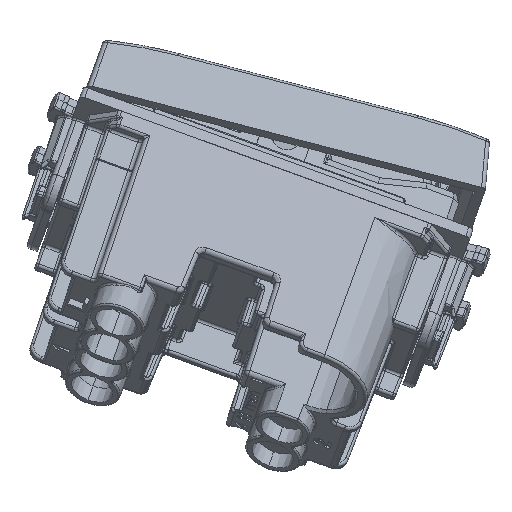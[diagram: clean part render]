
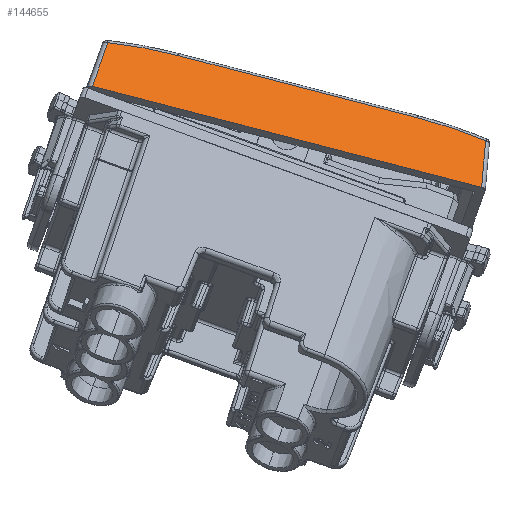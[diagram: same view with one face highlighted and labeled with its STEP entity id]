
A CAD part, left-side view. The second image highlights one B-rep face of the part: STEP entity #144655.
In plain terms, the highlighted face is planar.
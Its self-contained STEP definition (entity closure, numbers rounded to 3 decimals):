
#143672=CARTESIAN_POINT('Vertex',(-11.008,13.441,15.009)) ;
#143675=CARTESIAN_POINT('Line Origine',(-11.008,0.,15.009)) ;
#143679=CARTESIAN_POINT('Vertex',(-11.008,-13.441,15.009)) ;
#143987=CARTESIAN_POINT('Vertex',(-11.02,-21.164,14.333)) ;
#144041=CARTESIAN_POINT('Control Point',(-11.008,-13.441,15.009)) ;
#144042=CARTESIAN_POINT('Control Point',(-11.008,-14.993,15.009)) ;
#144043=CARTESIAN_POINT('Control Point',(-11.009,-16.546,14.941)) ;
#144044=CARTESIAN_POINT('Control Point',(-11.011,-18.094,14.806)) ;
#144045=CARTESIAN_POINT('Control Point',(-11.015,-19.635,14.603)) ;
#144046=CARTESIAN_POINT('Control Point',(-11.02,-21.164,14.333)) ;
#144108=CARTESIAN_POINT('Vertex',(-11.02,21.164,14.333)) ;
#144112=CARTESIAN_POINT('Control Point',(-11.02,21.164,14.333)) ;
#144113=CARTESIAN_POINT('Control Point',(-11.016,19.815,14.571)) ;
#144114=CARTESIAN_POINT('Control Point',(-11.012,18.458,14.757)) ;
#144115=CARTESIAN_POINT('Control Point',(-11.01,17.094,14.89)) ;
#144116=CARTESIAN_POINT('Control Point',(-11.008,15.543,14.982)) ;
#144117=CARTESIAN_POINT('Control Point',(-11.008,13.99,15.006)) ;
#144118=CARTESIAN_POINT('Control Point',(-11.008,13.807,15.008)) ;
#144119=CARTESIAN_POINT('Control Point',(-11.008,13.624,15.009)) ;
#144120=CARTESIAN_POINT('Control Point',(-11.008,13.441,15.009)) ;
#144616=CARTESIAN_POINT('Vertex',(-11.125,21.798,8.3)) ;
#144619=CARTESIAN_POINT('Line Origine',(-11.061,21.41,11.994)) ;
#144631=CARTESIAN_POINT('Axis2P3D Location',(-11.125,22.3,8.3)) ;
#144636=CARTESIAN_POINT('Line Origine',(-11.125,0.,8.3)) ;
#144640=CARTESIAN_POINT('Vertex',(-11.125,-21.798,8.3)) ;
#144644=CARTESIAN_POINT('Control Point',(-11.125,-21.798,8.3)) ;
#144645=CARTESIAN_POINT('Control Point',(-11.02,-21.164,14.333)) ;
#143676=DIRECTION('Vector Direction',(0.,1.,0.)) ;
#144620=DIRECTION('Vector Direction',(0.017,-0.105,0.994)) ;
#144632=DIRECTION('Axis2P3D Direction',(1.,0.,-0.017)) ;
#144633=DIRECTION('Axis2P3D XDirection',(0.,-1.,0.)) ;
#144637=DIRECTION('Vector Direction',(0.,-1.,0.)) ;
#144634=AXIS2_PLACEMENT_3D('Plane Axis2P3D',#144631,#144632,#144633) ;
#144648=ORIENTED_EDGE('',*,*,#144047,.F.) ;
#144649=ORIENTED_EDGE('',*,*,#143681,.F.) ;
#144650=ORIENTED_EDGE('',*,*,#144121,.F.) ;
#144651=ORIENTED_EDGE('',*,*,#144623,.F.) ;
#144652=ORIENTED_EDGE('',*,*,#144642,.F.) ;
#144653=ORIENTED_EDGE('',*,*,#144646,.F.) ;
#143677=VECTOR('Line Direction',#143676,1.) ;
#144621=VECTOR('Line Direction',#144620,1.) ;
#144638=VECTOR('Line Direction',#144637,1.) ;
#144655=ADVANCED_FACE('PartBody',(#144654),#144635,.F.) ;
#144040=B_SPLINE_CURVE_WITH_KNOTS('',5,(#144041,#144042,#144043,#144044,#144045,#144046),.UNSPECIFIED.,.F.,.U.,(6,6),(38.992,50.032),.UNSPECIFIED.) ;
#144111=B_SPLINE_CURVE_WITH_KNOTS('',5,(#144112,#144113,#144114,#144115,#144116,#144117,#144118,#144119,#144120),.UNSPECIFIED.,.F.,.U.,(6,3,6),(13.886,23.623,24.926),.UNSPECIFIED.) ;
#144643=B_SPLINE_CURVE_WITH_KNOTS('',1,(#144644,#144645),.UNSPECIFIED.,.F.,.U.,(2,2),(-3.715,2.353),.UNSPECIFIED.) ;
#143681=EDGE_CURVE('',#143673,#143680,#143678,.F.) ;
#144047=EDGE_CURVE('',#143680,#143988,#144040,.T.) ;
#144121=EDGE_CURVE('',#144109,#143673,#144111,.T.) ;
#144623=EDGE_CURVE('',#144617,#144109,#144622,.T.) ;
#144642=EDGE_CURVE('',#144641,#144617,#144639,.F.) ;
#144646=EDGE_CURVE('',#143988,#144641,#144643,.F.) ;
#144647=EDGE_LOOP('',(#144648,#144649,#144650,#144651,#144652,#144653)) ;
#144654=FACE_OUTER_BOUND('',#144647,.T.) ;
#143678=LINE('Line',#143675,#143677) ;
#144622=LINE('Line',#144619,#144621) ;
#144639=LINE('Line',#144636,#144638) ;
#144635=PLANE('',#144634) ;
#143673=VERTEX_POINT('',#143672) ;
#143680=VERTEX_POINT('',#143679) ;
#143988=VERTEX_POINT('',#143987) ;
#144109=VERTEX_POINT('',#144108) ;
#144617=VERTEX_POINT('',#144616) ;
#144641=VERTEX_POINT('',#144640) ;
